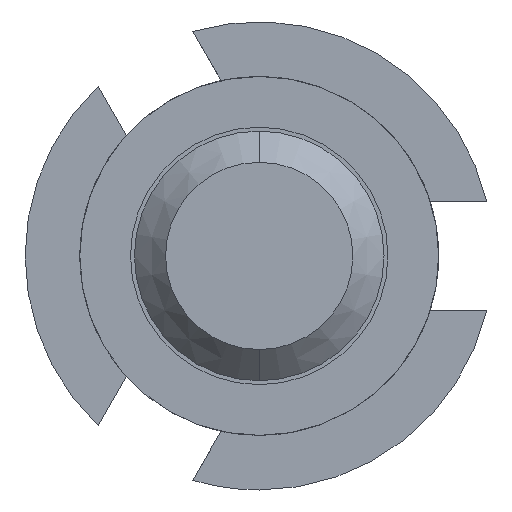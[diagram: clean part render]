
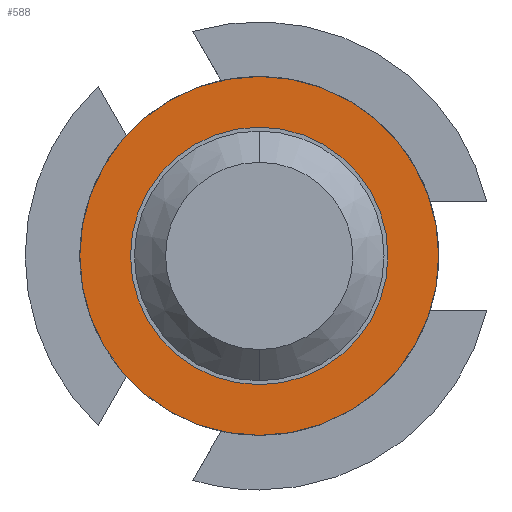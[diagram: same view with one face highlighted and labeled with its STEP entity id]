
A CAD part, front view. The second image highlights one B-rep face of the part: STEP entity #588.
In plain terms, the highlighted planar face has unit normal (0, -1, 0).
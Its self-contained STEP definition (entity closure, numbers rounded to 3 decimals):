
#20 = AXIS2_PLACEMENT_3D ( 'NONE', #1502, #4352, #1200 ) ;
#100 = AXIS2_PLACEMENT_3D ( 'NONE', #2518, #4001, #2535 ) ;
#290 = ORIENTED_EDGE ( 'NONE', *, *, #4299, .F. ) ;
#377 = AXIS2_PLACEMENT_3D ( 'NONE', #2936, #1152, #3674 ) ;
#588 = ADVANCED_FACE ( 'Defeature ausgef�hrt4_17', ( #1132, #4191 ), #2963, .F. ) ;
#998 = EDGE_CURVE ( 'Defeature ausgef�hrt4_13+Defeature ausgef�hrt4_17+Defeature ausgef�hrt4_17+Defeature ausgef�hrt4_17', #2750, #4204, #2098, .T. ) ;
#1033 = CARTESIAN_POINT ( 'NONE',  ( 0., -1.5, 0. ) ) ;
#1132 = FACE_OUTER_BOUND ( 'NONE', #2225, .T. ) ;
#1150 = EDGE_LOOP ( 'NONE', ( #1153, #3037 ) ) ;
#1152 = DIRECTION ( 'NONE',  ( 0., 1., 0. ) ) ;
#1153 = ORIENTED_EDGE ( 'NONE', *, *, #1637, .T. ) ;
#1200 = DIRECTION ( 'NONE',  ( 0., 0., 1. ) ) ;
#1231 = CARTESIAN_POINT ( 'NONE',  ( 0., -1.5, -1.15 ) ) ;
#1502 = CARTESIAN_POINT ( 'NONE',  ( 0.825, -1.5, 0. ) ) ;
#1637 = EDGE_CURVE ( 'Defeature ausgef�hrt4_17+Defeature ausgef�hrt4_16+Defeature ausgef�hrt4_16+Defeature ausgef�hrt4_16', #4320, #3803, #1648, .T. ) ;
#1648 = CIRCLE ( 'NONE', #3281, 0.825 ) ;
#1830 = CARTESIAN_POINT ( 'NONE',  ( 0., -1.5, 1.15 ) ) ;
#1888 = ORIENTED_EDGE ( 'NONE', *, *, #998, .F. ) ;
#2098 = CIRCLE ( 'NONE', #100, 1.15 ) ;
#2225 = EDGE_LOOP ( 'NONE', ( #1888, #290 ) ) ;
#2315 = DIRECTION ( 'NONE',  ( 0., 1., 0. ) ) ;
#2486 = DIRECTION ( 'NONE',  ( 0., 0., 1. ) ) ;
#2518 = CARTESIAN_POINT ( 'NONE',  ( 0., -1.5, 0. ) ) ;
#2535 = DIRECTION ( 'NONE',  ( 0., 0., 1. ) ) ;
#2660 = CIRCLE ( 'NONE', #4212, 0.825 ) ;
#2750 = VERTEX_POINT ( 'NONE', #1830 ) ;
#2936 = CARTESIAN_POINT ( 'NONE',  ( 0., -1.5, 0. ) ) ;
#2963 = PLANE ( 'NONE',  #20 ) ;
#3007 = DIRECTION ( 'NONE',  ( 0., 0., 1. ) ) ;
#3037 = ORIENTED_EDGE ( 'NONE', *, *, #3844, .T. ) ;
#3281 = AXIS2_PLACEMENT_3D ( 'NONE', #4340, #2315, #3007 ) ;
#3674 = DIRECTION ( 'NONE',  ( 0., 0., 1. ) ) ;
#3803 = VERTEX_POINT ( 'NONE', #3847 ) ;
#3844 = EDGE_CURVE ( 'Defeature ausgef�hrt4_17+Defeature ausgef�hrt4_16+Defeature ausgef�hrt4_16+Defeature ausgef�hrt4_16', #3803, #4320, #2660, .T. ) ;
#3847 = CARTESIAN_POINT ( 'NONE',  ( 0., -1.5, -0.825 ) ) ;
#3910 = CARTESIAN_POINT ( 'NONE',  ( 0., -1.5, 0.825 ) ) ;
#4001 = DIRECTION ( 'NONE',  ( 0., 1., 0. ) ) ;
#4178 = CIRCLE ( 'NONE', #377, 1.15 ) ;
#4191 = FACE_BOUND ( 'NONE', #1150, .T. ) ;
#4204 = VERTEX_POINT ( 'NONE', #1231 ) ;
#4212 = AXIS2_PLACEMENT_3D ( 'NONE', #1033, #4243, #2486 ) ;
#4243 = DIRECTION ( 'NONE',  ( 0., 1., 0. ) ) ;
#4299 = EDGE_CURVE ( 'Defeature ausgef�hrt4_13+Defeature ausgef�hrt4_17+Defeature ausgef�hrt4_17+Defeature ausgef�hrt4_17', #4204, #2750, #4178, .T. ) ;
#4320 = VERTEX_POINT ( 'NONE', #3910 ) ;
#4340 = CARTESIAN_POINT ( 'NONE',  ( 0., -1.5, 0. ) ) ;
#4352 = DIRECTION ( 'NONE',  ( 0., 1., 0. ) ) ;
